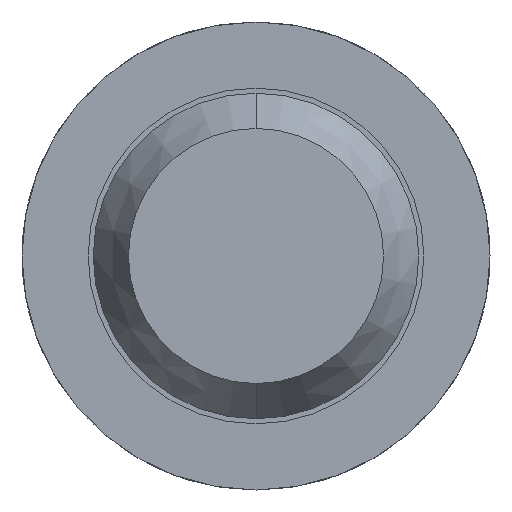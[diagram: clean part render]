
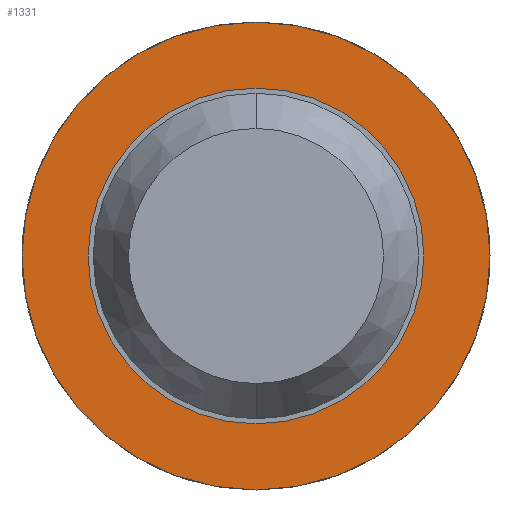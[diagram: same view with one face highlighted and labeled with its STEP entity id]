
A CAD part, front view. The second image highlights one B-rep face of the part: STEP entity #1331.
In plain terms, the highlighted planar face has unit normal (0, -1, 0).
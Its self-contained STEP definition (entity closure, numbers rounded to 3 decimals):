
#81 = AXIS2_PLACEMENT_3D ( 'NONE', #453, #819, #2001 ) ;
#269 = FACE_OUTER_BOUND ( 'NONE', #2418, .T. ) ;
#362 = VERTEX_POINT ( 'NONE', #2767 ) ;
#400 = ORIENTED_EDGE ( 'NONE', *, *, #3482, .T. ) ;
#453 = CARTESIAN_POINT ( 'NONE',  ( 0., -1.7, 0. ) ) ;
#581 = AXIS2_PLACEMENT_3D ( 'NONE', #2463, #3248, #923 ) ;
#683 = PLANE ( 'NONE',  #3541 ) ;
#819 = DIRECTION ( 'NONE',  ( 0., 1., 0. ) ) ;
#923 = DIRECTION ( 'NONE',  ( 0., 0., 1. ) ) ;
#999 = VERTEX_POINT ( 'NONE', #2127 ) ;
#1064 = CIRCLE ( 'NONE', #1897, 1.15 ) ;
#1071 = DIRECTION ( 'NONE',  ( 0., 0., 1. ) ) ;
#1300 = EDGE_CURVE ( 'Defeature ausgef�hrt2_8+Defeature ausgef�hrt2_7+Defeature ausgef�hrt2_7+Defeature ausgef�hrt2_7', #362, #2407, #2284, .T. ) ;
#1331 = ADVANCED_FACE ( 'Defeature ausgef�hrt2_8', ( #269, #3817 ), #683, .F. ) ;
#1442 = ORIENTED_EDGE ( 'NONE', *, *, #4448, .F. ) ;
#1522 = ORIENTED_EDGE ( 'NONE', *, *, #1300, .T. ) ;
#1553 = EDGE_CURVE ( 'Defeature ausgef�hrt2_4+Defeature ausgef�hrt2_8+Defeature ausgef�hrt2_8+Defeature ausgef�hrt2_8', #999, #2110, #1064, .T. ) ;
#1711 = CARTESIAN_POINT ( 'NONE',  ( 0., -1.7, 0.825 ) ) ;
#1845 = CIRCLE ( 'NONE', #581, 0.825 ) ;
#1897 = AXIS2_PLACEMENT_3D ( 'NONE', #2169, #4900, #2552 ) ;
#2001 = DIRECTION ( 'NONE',  ( 0., 0., 1. ) ) ;
#2110 = VERTEX_POINT ( 'NONE', #4581 ) ;
#2127 = CARTESIAN_POINT ( 'NONE',  ( 0., -1.7, 1.15 ) ) ;
#2169 = CARTESIAN_POINT ( 'NONE',  ( 0., -1.7, 0. ) ) ;
#2284 = CIRCLE ( 'NONE', #4840, 0.825 ) ;
#2407 = VERTEX_POINT ( 'NONE', #1711 ) ;
#2418 = EDGE_LOOP ( 'NONE', ( #3337, #1442 ) ) ;
#2463 = CARTESIAN_POINT ( 'NONE',  ( 0., -1.7, 0. ) ) ;
#2552 = DIRECTION ( 'NONE',  ( 0., 0., 1. ) ) ;
#2576 = CARTESIAN_POINT ( 'NONE',  ( 0., -1.7, 0. ) ) ;
#2767 = CARTESIAN_POINT ( 'NONE',  ( 0., -1.7, -0.825 ) ) ;
#3248 = DIRECTION ( 'NONE',  ( 0., 1., 0. ) ) ;
#3337 = ORIENTED_EDGE ( 'NONE', *, *, #1553, .F. ) ;
#3432 = CARTESIAN_POINT ( 'NONE',  ( 0.825, -1.7, 0. ) ) ;
#3448 = DIRECTION ( 'NONE',  ( 0., 0., 1. ) ) ;
#3482 = EDGE_CURVE ( 'Defeature ausgef�hrt2_8+Defeature ausgef�hrt2_7+Defeature ausgef�hrt2_7+Defeature ausgef�hrt2_7', #2407, #362, #1845, .T. ) ;
#3541 = AXIS2_PLACEMENT_3D ( 'NONE', #3432, #4188, #1071 ) ;
#3817 = FACE_BOUND ( 'NONE', #3959, .T. ) ;
#3959 = EDGE_LOOP ( 'NONE', ( #400, #1522 ) ) ;
#4188 = DIRECTION ( 'NONE',  ( 0., 1., 0. ) ) ;
#4406 = CIRCLE ( 'NONE', #81, 1.15 ) ;
#4448 = EDGE_CURVE ( 'Defeature ausgef�hrt2_4+Defeature ausgef�hrt2_8+Defeature ausgef�hrt2_8+Defeature ausgef�hrt2_8', #2110, #999, #4406, .T. ) ;
#4525 = DIRECTION ( 'NONE',  ( 0., 1., 0. ) ) ;
#4581 = CARTESIAN_POINT ( 'NONE',  ( 0., -1.7, -1.15 ) ) ;
#4840 = AXIS2_PLACEMENT_3D ( 'NONE', #2576, #4525, #3448 ) ;
#4900 = DIRECTION ( 'NONE',  ( 0., 1., 0. ) ) ;
